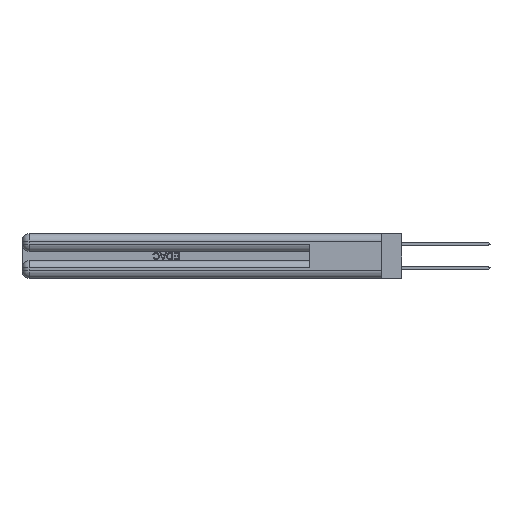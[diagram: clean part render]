
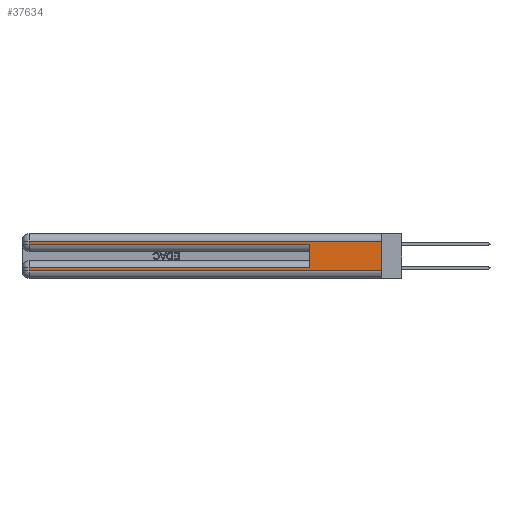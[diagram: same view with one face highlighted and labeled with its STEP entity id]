
A CAD part, left-side view. The second image highlights one B-rep face of the part: STEP entity #37634.
In plain terms, the highlighted planar face has unit normal (-1, 0, 0).
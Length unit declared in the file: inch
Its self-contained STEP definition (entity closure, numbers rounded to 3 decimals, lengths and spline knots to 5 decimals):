
#940 = VECTOR ( 'NONE', #10848, 39.37008 ) ;
#1115 = DIRECTION ( 'NONE',  ( 0., -1., 0. ) ) ;
#1379 = PLANE ( 'NONE',  #27449 ) ;
#2665 = CARTESIAN_POINT ( 'NONE',  ( 0., 2.94, 0.37 ) ) ;
#3721 = CARTESIAN_POINT ( 'NONE',  ( 0., 0., 0.06 ) ) ;
#3794 = ORIENTED_EDGE ( 'NONE', *, *, #50854, .F. ) ;
#5306 = DIRECTION ( 'NONE',  ( 1., 0., 0. ) ) ;
#5480 = DIRECTION ( 'NONE',  ( 0., 0., -1. ) ) ;
#6948 = DIRECTION ( 'NONE',  ( 0., -1., 0. ) ) ;
#7763 = VERTEX_POINT ( 'NONE', #48249 ) ;
#8221 = CARTESIAN_POINT ( 'NONE',  ( 0., 2.94, 0.31 ) ) ;
#9300 = FACE_OUTER_BOUND ( 'NONE', #31345, .T. ) ;
#10314 = VECTOR ( 'NONE', #1115, 39.37008 ) ;
#10476 = CARTESIAN_POINT ( 'NONE',  ( 0., 2.94, 0.285 ) ) ;
#10848 = DIRECTION ( 'NONE',  ( 0., 0., -1. ) ) ;
#11803 = CARTESIAN_POINT ( 'NONE',  ( 0., 0., 0.085 ) ) ;
#13313 = ORIENTED_EDGE ( 'NONE', *, *, #35367, .T. ) ;
#13664 = EDGE_CURVE ( 'NONE', #48404, #26103, #33292, .T. ) ;
#13926 = LINE ( 'NONE', #11803, #32895 ) ;
#13949 = CARTESIAN_POINT ( 'NONE',  ( 0., 2.94, 0.37 ) ) ;
#14035 = CARTESIAN_POINT ( 'NONE',  ( 0., 0., 0.31 ) ) ;
#14919 = DIRECTION ( 'NONE',  ( 0., 1., 0. ) ) ;
#15961 = VERTEX_POINT ( 'NONE', #3721 ) ;
#17360 = EDGE_CURVE ( 'NONE', #26103, #7763, #33119, .T. ) ;
#17676 = EDGE_CURVE ( 'NONE', #52197, #15961, #38165, .T. ) ;
#18367 = ORIENTED_EDGE ( 'NONE', *, *, #13664, .T. ) ;
#19351 = DIRECTION ( 'NONE',  ( 0., 0., -1. ) ) ;
#19630 = LINE ( 'NONE', #43177, #39862 ) ;
#21480 = VERTEX_POINT ( 'NONE', #14035 ) ;
#21851 = CARTESIAN_POINT ( 'NONE',  ( 0., 2.94, 0.085 ) ) ;
#21916 = CARTESIAN_POINT ( 'NONE',  ( 0., 2.94, 0.06 ) ) ;
#25434 = CARTESIAN_POINT ( 'NONE',  ( 0., 0., 0.285 ) ) ;
#26049 = ORIENTED_EDGE ( 'NONE', *, *, #38388, .T. ) ;
#26103 = VERTEX_POINT ( 'NONE', #10476 ) ;
#26222 = EDGE_CURVE ( 'NONE', #21480, #15961, #40169, .T. ) ;
#27216 = ORIENTED_EDGE ( 'NONE', *, *, #26222, .F. ) ;
#27399 = VECTOR ( 'NONE', #6948, 39.37008 ) ;
#27449 = AXIS2_PLACEMENT_3D ( 'NONE', #49863, #5306, #5480 ) ;
#28018 = DIRECTION ( 'NONE',  ( 0., 0., 1. ) ) ;
#28660 = CARTESIAN_POINT ( 'NONE',  ( 0., 0.6, 0.085 ) ) ;
#29182 = ORIENTED_EDGE ( 'NONE', *, *, #29219, .T. ) ;
#29219 = EDGE_CURVE ( 'NONE', #49588, #45020, #13926, .T. ) ;
#29977 = LINE ( 'NONE', #32072, #40710 ) ;
#31239 = CARTESIAN_POINT ( 'NONE',  ( 0., 0., 0.06 ) ) ;
#31345 = EDGE_LOOP ( 'NONE', ( #27216, #13313, #18367, #31678, #3794, #29182, #26049, #50037 ) ) ;
#31678 = ORIENTED_EDGE ( 'NONE', *, *, #17360, .T. ) ;
#32072 = CARTESIAN_POINT ( 'NONE',  ( 0., 0.6, 0.145 ) ) ;
#32895 = VECTOR ( 'NONE', #39930, 39.37008 ) ;
#33119 = LINE ( 'NONE', #25434, #10314 ) ;
#33292 = LINE ( 'NONE', #2665, #940 ) ;
#35367 = EDGE_CURVE ( 'NONE', #21480, #48404, #19630, .T. ) ;
#37634 = ADVANCED_FACE ( 'NONE', ( #9300 ), #1379, .F. ) ;
#38165 = LINE ( 'NONE', #31239, #27399 ) ;
#38197 = DIRECTION ( 'NONE',  ( 0., 0., -1. ) ) ;
#38363 = VECTOR ( 'NONE', #38197, 39.37008 ) ;
#38388 = EDGE_CURVE ( 'NONE', #45020, #52197, #50311, .T. ) ;
#39862 = VECTOR ( 'NONE', #14919, 39.37008 ) ;
#39930 = DIRECTION ( 'NONE',  ( 0., 1., 0. ) ) ;
#40169 = LINE ( 'NONE', #43522, #52120 ) ;
#40710 = VECTOR ( 'NONE', #28018, 39.37008 ) ;
#43177 = CARTESIAN_POINT ( 'NONE',  ( 0., 0., 0.31 ) ) ;
#43522 = CARTESIAN_POINT ( 'NONE',  ( 0., 0., 0.37 ) ) ;
#45020 = VERTEX_POINT ( 'NONE', #21851 ) ;
#48249 = CARTESIAN_POINT ( 'NONE',  ( 0., 0.6, 0.285 ) ) ;
#48404 = VERTEX_POINT ( 'NONE', #8221 ) ;
#49588 = VERTEX_POINT ( 'NONE', #28660 ) ;
#49863 = CARTESIAN_POINT ( 'NONE',  ( 0., 0., 0.37 ) ) ;
#50037 = ORIENTED_EDGE ( 'NONE', *, *, #17676, .T. ) ;
#50311 = LINE ( 'NONE', #13949, #38363 ) ;
#50854 = EDGE_CURVE ( 'NONE', #49588, #7763, #29977, .T. ) ;
#52120 = VECTOR ( 'NONE', #19351, 39.37008 ) ;
#52197 = VERTEX_POINT ( 'NONE', #21916 ) ;
